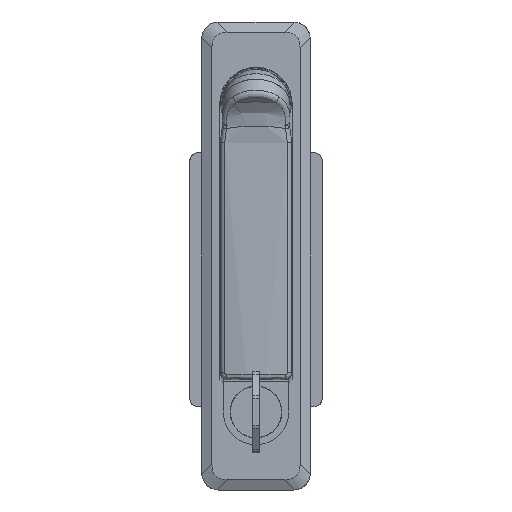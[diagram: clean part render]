
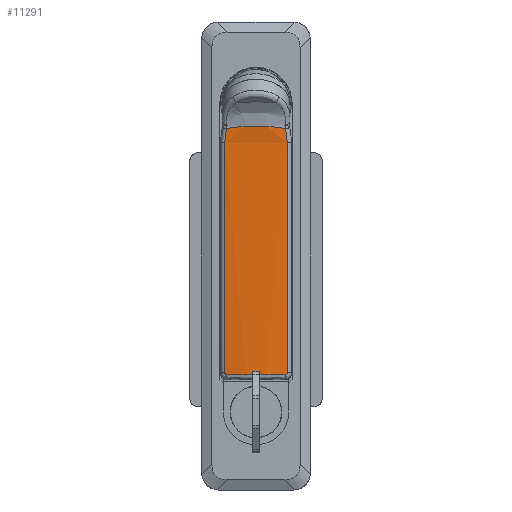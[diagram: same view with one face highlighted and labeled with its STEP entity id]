
A CAD part, front view. The second image highlights one B-rep face of the part: STEP entity #11291.
In plain terms, the highlighted free-form (B-spline) face has degree [1, 2] with [2, 3] control points.
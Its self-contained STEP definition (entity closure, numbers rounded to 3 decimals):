
#8309=CARTESIAN_POINT('',(-0.593,9.231,-79.5));
#8310=VERTEX_POINT('',#8309);
#8337=CARTESIAN_POINT('',(-0.671,8.718,-80.));
#8338=VERTEX_POINT('',#8337);
#8349=CARTESIAN_POINT('',(-0.593,9.231,-79.5));
#8350=CARTESIAN_POINT('',(-0.593,9.231,-79.533));
#8351=CARTESIAN_POINT('',(-0.594,9.227,-79.566));
#8352=CARTESIAN_POINT('',(-0.595,9.217,-79.615));
#8353=CARTESIAN_POINT('',(-0.596,9.213,-79.631));
#8354=CARTESIAN_POINT('',(-0.598,9.203,-79.663));
#8355=CARTESIAN_POINT('',(-0.599,9.197,-79.679));
#8356=CARTESIAN_POINT('',(-0.602,9.177,-79.725));
#8357=CARTESIAN_POINT('',(-0.604,9.161,-79.754));
#8358=CARTESIAN_POINT('',(-0.61,9.123,-79.808));
#8359=CARTESIAN_POINT('',(-0.613,9.101,-79.834));
#8360=CARTESIAN_POINT('',(-0.621,9.054,-79.879));
#8361=CARTESIAN_POINT('',(-0.625,9.028,-79.9));
#8362=CARTESIAN_POINT('',(-0.633,8.972,-79.936));
#8363=CARTESIAN_POINT('',(-0.638,8.942,-79.951));
#8364=CARTESIAN_POINT('',(-0.647,8.881,-79.975));
#8365=CARTESIAN_POINT('',(-0.651,8.849,-79.984));
#8366=CARTESIAN_POINT('',(-0.661,8.784,-79.997));
#8367=CARTESIAN_POINT('',(-0.666,8.751,-80.));
#8368=CARTESIAN_POINT('',(-0.671,8.718,-80.));
#8369=B_SPLINE_CURVE_WITH_KNOTS('',3,(#8349,#8350,#8351,#8352,#8353,#8354,#8355,#8356,#8357,#8358,#8359,#8360,#8361,#8362,#8363,#8364,#8365,#8366,#8367,#8368),.UNSPECIFIED.,.F.,.U.,(4,2,2,2,2,2,2,2,2,4),(0.0,0.125,0.188,0.25,0.375,0.5,0.625,0.75,0.875,1.0),.UNSPECIFIED.);
#8370=EDGE_CURVE('',#8310,#8338,#8369,.T.);
#8394=CARTESIAN_POINT('',(-0.671,-8.718,-80.));
#8395=VERTEX_POINT('',#8394);
#8407=CARTESIAN_POINT('',(-0.671,8.718,-80.));
#8408=CARTESIAN_POINT('',(-1.108,5.742,-80.));
#8409=CARTESIAN_POINT('',(-1.52,-0.092,-80.));
#8410=CARTESIAN_POINT('',(-1.081,-5.923,-80.));
#8411=CARTESIAN_POINT('',(-0.671,-8.718,-80.));
#8412=B_SPLINE_CURVE_WITH_KNOTS('',3,(#8407,#8408,#8409,#8410,#8411),.UNSPECIFIED.,.F.,.U.,(4,1,4),(0.,9.022,17.498),.UNSPECIFIED.);
#8413=EDGE_CURVE('',#8338,#8395,#8412,.T.);
#8441=CARTESIAN_POINT('',(-0.593,9.231,-11.622));
#8442=VERTEX_POINT('',#8441);
#8462=CARTESIAN_POINT('',(-0.593,9.231,-11.622));
#8463=CARTESIAN_POINT('',(-0.593,9.231,-79.5));
#8464=QUASI_UNIFORM_CURVE('',1,(#8462,#8463),.UNSPECIFIED.,.F.,.U.);
#8465=EDGE_CURVE('',#8442,#8310,#8464,.T.);
#8570=CARTESIAN_POINT('',(-0.593,-9.231,-79.5));
#8571=VERTEX_POINT('',#8570);
#8583=CARTESIAN_POINT('',(-0.671,-8.718,-80.));
#8584=CARTESIAN_POINT('',(-0.666,-8.751,-80.));
#8585=CARTESIAN_POINT('',(-0.661,-8.784,-79.997));
#8586=CARTESIAN_POINT('',(-0.652,-8.848,-79.984));
#8587=CARTESIAN_POINT('',(-0.647,-8.88,-79.975));
#8588=CARTESIAN_POINT('',(-0.638,-8.942,-79.951));
#8589=CARTESIAN_POINT('',(-0.633,-8.971,-79.936));
#8590=CARTESIAN_POINT('',(-0.625,-9.027,-79.9));
#8591=CARTESIAN_POINT('',(-0.621,-9.053,-79.879));
#8592=CARTESIAN_POINT('',(-0.613,-9.101,-79.834));
#8593=CARTESIAN_POINT('',(-0.61,-9.123,-79.809));
#8594=CARTESIAN_POINT('',(-0.606,-9.151,-79.768));
#8595=CARTESIAN_POINT('',(-0.604,-9.16,-79.754));
#8596=CARTESIAN_POINT('',(-0.602,-9.176,-79.725));
#8597=CARTESIAN_POINT('',(-0.601,-9.184,-79.71));
#8598=CARTESIAN_POINT('',(-0.598,-9.203,-79.664));
#8599=CARTESIAN_POINT('',(-0.596,-9.214,-79.632));
#8600=CARTESIAN_POINT('',(-0.594,-9.227,-79.567));
#8601=CARTESIAN_POINT('',(-0.593,-9.231,-79.533));
#8602=CARTESIAN_POINT('',(-0.593,-9.231,-79.5));
#8603=B_SPLINE_CURVE_WITH_KNOTS('',3,(#8583,#8584,#8585,#8586,#8587,#8588,#8589,#8590,#8591,#8592,#8593,#8594,#8595,#8596,#8597,#8598,#8599,#8600,#8601,#8602),.UNSPECIFIED.,.F.,.U.,(4,2,2,2,2,2,2,2,2,4),(0.0,0.125,0.25,0.375,0.5,0.625,0.687,0.75,0.875,1.0),.UNSPECIFIED.);
#8604=EDGE_CURVE('',#8395,#8571,#8603,.T.);
#8641=CARTESIAN_POINT('',(-0.594,9.227,-11.561));
#8642=VERTEX_POINT('',#8641);
#8663=CARTESIAN_POINT('',(-0.594,9.227,-11.561));
#8664=CARTESIAN_POINT('',(-0.593,9.231,-11.591));
#8665=CARTESIAN_POINT('',(-0.593,9.231,-11.622));
#8666=B_SPLINE_CURVE_WITH_KNOTS('',2,(#8663,#8664,#8665),.UNSPECIFIED.,.F.,.U.,(3,3),(0.,0.061),.UNSPECIFIED.);
#8667=EDGE_CURVE('',#8642,#8442,#8666,.T.);
#8688=CARTESIAN_POINT('',(-0.593,-9.231,-11.622));
#8689=VERTEX_POINT('',#8688);
#8701=CARTESIAN_POINT('',(-0.593,-9.231,-79.5));
#8702=CARTESIAN_POINT('',(-0.593,-9.231,-11.622));
#8703=QUASI_UNIFORM_CURVE('',1,(#8701,#8702),.UNSPECIFIED.,.F.,.U.);
#8704=EDGE_CURVE('',#8571,#8689,#8703,.T.);
#8735=CARTESIAN_POINT('',(-0.674,8.699,-7.367));
#8736=VERTEX_POINT('',#8735);
#8763=CARTESIAN_POINT('',(-0.674,8.699,-7.367));
#8764=CARTESIAN_POINT('',(-0.635,8.963,-9.466));
#8765=CARTESIAN_POINT('',(-0.594,9.227,-11.561));
#8773=(BOUNDED_CURVE()B_SPLINE_CURVE(2,(#8763,#8764,#8765),.UNSPECIFIED.,.F.,.U.)CURVE()GEOMETRIC_REPRESENTATION_ITEM()QUASI_UNIFORM_CURVE()RATIONAL_B_SPLINE_CURVE((1.0,1.,1.0))REPRESENTATION_ITEM(''));
#8774=EDGE_CURVE('',#8736,#8642,#8773,.T.);
#8801=CARTESIAN_POINT('',(-0.594,-9.227,-11.561));
#8802=VERTEX_POINT('',#8801);
#8813=CARTESIAN_POINT('',(-0.593,-9.231,-11.622));
#8814=CARTESIAN_POINT('',(-0.593,-9.231,-11.591));
#8815=CARTESIAN_POINT('',(-0.594,-9.227,-11.561));
#8816=B_SPLINE_CURVE_WITH_KNOTS('',2,(#8813,#8814,#8815),.UNSPECIFIED.,.F.,.U.,(3,3),(0.,0.061),.UNSPECIFIED.);
#8817=EDGE_CURVE('',#8689,#8802,#8816,.T.);
#8909=CARTESIAN_POINT('',(-0.674,-8.699,-7.367));
#8910=VERTEX_POINT('',#8909);
#8921=CARTESIAN_POINT('',(-0.594,-9.227,-11.561));
#8922=CARTESIAN_POINT('',(-0.635,-8.963,-9.466));
#8923=CARTESIAN_POINT('',(-0.674,-8.699,-7.367));
#8931=(BOUNDED_CURVE()B_SPLINE_CURVE(2,(#8921,#8922,#8923),.UNSPECIFIED.,.F.,.U.)CURVE()GEOMETRIC_REPRESENTATION_ITEM()QUASI_UNIFORM_CURVE()RATIONAL_B_SPLINE_CURVE((1.0,1.,1.0))REPRESENTATION_ITEM(''));
#8932=EDGE_CURVE('',#8802,#8910,#8931,.T.);
#9477=CARTESIAN_POINT('',(-0.674,-8.699,-7.367));
#9478=CARTESIAN_POINT('',(-1.948,0.,-5.88));
#9479=CARTESIAN_POINT('',(-0.674,8.699,-7.367));
#9487=(BOUNDED_CURVE()B_SPLINE_CURVE(2,(#9477,#9478,#9479),.UNSPECIFIED.,.F.,.U.)CURVE()GEOMETRIC_REPRESENTATION_ITEM()QUASI_UNIFORM_CURVE()RATIONAL_B_SPLINE_CURVE((1.0,0.989,1.0))REPRESENTATION_ITEM(''));
#9488=EDGE_CURVE('',#8910,#8736,#9487,.T.);
#11265=CARTESIAN_POINT('',(-0.445,10.139,-4.793));
#11266=CARTESIAN_POINT('',(-0.445,10.139,-81.88));
#11267=CARTESIAN_POINT('',(-2.183,-0.002,-4.793));
#11268=CARTESIAN_POINT('',(-2.183,-0.002,-81.88));
#11269=CARTESIAN_POINT('',(-0.444,-10.142,-4.793));
#11270=CARTESIAN_POINT('',(-0.444,-10.142,-81.88));
#11278=(BOUNDED_SURFACE()B_SPLINE_SURFACE(1,2,((#11265,#11267,#11269),(#11266,#11268,#11270)),.UNSPECIFIED.,.F.,.F.,.U.)B_SPLINE_SURFACE_WITH_KNOTS((2,2),(3,3),(0.0,77.087),(0.0,20.427),.UNSPECIFIED.)GEOMETRIC_REPRESENTATION_ITEM()RATIONAL_B_SPLINE_SURFACE(((0.998,0.982,0.994),(0.998,0.982,0.994)))REPRESENTATION_ITEM('')SURFACE());
#11279=ORIENTED_EDGE('',*,*,#8817,.T.);
#11280=ORIENTED_EDGE('',*,*,#8932,.T.);
#11281=ORIENTED_EDGE('',*,*,#9488,.T.);
#11282=ORIENTED_EDGE('',*,*,#8774,.T.);
#11283=ORIENTED_EDGE('',*,*,#8667,.T.);
#11284=ORIENTED_EDGE('',*,*,#8465,.T.);
#11285=ORIENTED_EDGE('',*,*,#8370,.T.);
#11286=ORIENTED_EDGE('',*,*,#8413,.T.);
#11287=ORIENTED_EDGE('',*,*,#8604,.T.);
#11288=ORIENTED_EDGE('',*,*,#8704,.T.);
#11289=EDGE_LOOP('',(#11279,#11280,#11281,#11282,#11283,#11284,#11285,#11286,#11287,#11288));
#11290=FACE_OUTER_BOUND('',#11289,.T.);
#11291=ADVANCED_FACE('',(#11290),#11278,.T.);
